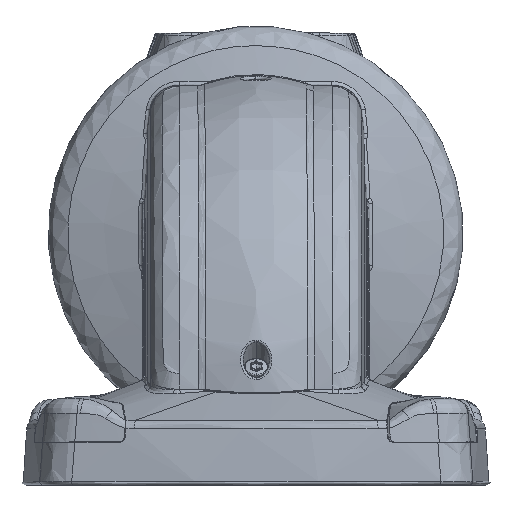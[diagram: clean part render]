
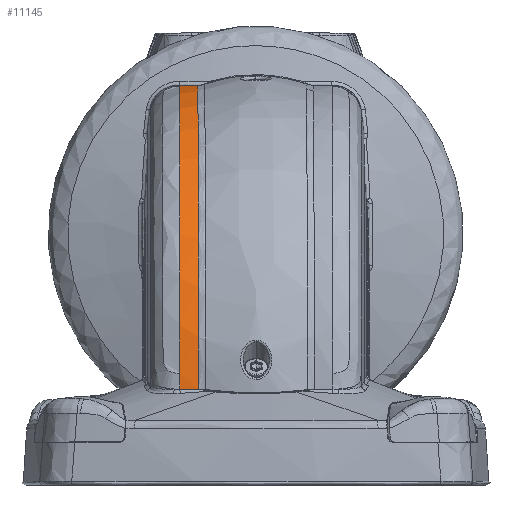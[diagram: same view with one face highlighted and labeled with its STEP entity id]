
A CAD part, front view. The second image highlights one B-rep face of the part: STEP entity #11145.
In plain terms, the highlighted cylindrical face has radius 129.847 mm (diameter 259.693 mm), a partial arc.
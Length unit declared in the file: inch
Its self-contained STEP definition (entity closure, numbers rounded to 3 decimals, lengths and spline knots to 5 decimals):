
#291 = CARTESIAN_POINT ( 'NONE',  ( 0.00083, -0.44656, 2.43417 ) ) ;
#762 = VERTEX_POINT ( 'NONE', #35112 ) ;
#1748 = CARTESIAN_POINT ( 'NONE',  ( -1.25422, -0.33222, -2.67657 ) ) ;
#5885 = CIRCLE ( 'NONE', #38535, 5.11207 ) ;
#6874 = AXIS2_PLACEMENT_3D ( 'NONE', #91462, #103356, #120244 ) ;
#8712 = EDGE_CURVE ( 'NONE', #118149, #762, #108912, .T. ) ;
#11145 = ADVANCED_FACE ( 'NONE', ( #93799 ), #122592, .T. ) ;
#15088 = DIRECTION ( 'NONE',  ( 1., 0.002, 0. ) ) ;
#17696 = DIRECTION ( 'NONE',  ( -1., -0.002, 0. ) ) ;
#17916 = CARTESIAN_POINT ( 'NONE',  ( -1.24579, -5.44284, -2.55532 ) ) ;
#21227 = ORIENTED_EDGE ( 'NONE', *, *, #44524, .T. ) ;
#25023 = CARTESIAN_POINT ( 'NONE',  ( -1.25403, -0.44863, 2.43417 ) ) ;
#25894 = CARTESIAN_POINT ( 'NONE',  ( -1.25422, -0.33222, -2.67657 ) ) ;
#30517 = DIRECTION ( 'NONE',  ( 0.002, -1., 0. ) ) ;
#33141 = ORIENTED_EDGE ( 'NONE', *, *, #51543, .F. ) ;
#34155 = ORIENTED_EDGE ( 'NONE', *, *, #41404, .T. ) ;
#34308 = CARTESIAN_POINT ( 'NONE',  ( -1.25422, -0.33222, -2.67657 ) ) ;
#35112 = CARTESIAN_POINT ( 'NONE',  ( -1.24581, -5.43, -2.29472 ) ) ;
#38535 = AXIS2_PLACEMENT_3D ( 'NONE', #34308, #122570, #94423 ) ;
#41404 = EDGE_CURVE ( 'NONE', #762, #74912, #5885, .T. ) ;
#44516 = CARTESIAN_POINT ( 'NONE',  ( -0.93802, -5.44458, -2.55601 ) ) ;
#44524 = EDGE_CURVE ( 'NONE', #55689, #118149, #75551, .T. ) ;
#51543 = EDGE_CURVE ( 'NONE', #74698, #74912, #110219, .T. ) ;
#52727 = CARTESIAN_POINT ( 'NONE',  ( -1.24579, -5.44284, -2.55532 ) ) ;
#55689 = VERTEX_POINT ( 'NONE', #25023 ) ;
#56265 = CARTESIAN_POINT ( 'NONE',  ( -1.04334, -5.44251, -2.55532 ) ) ;
#61362 = EDGE_LOOP ( 'NONE', ( #21227, #108460, #34155, #33141, #77035, #110865 ) ) ;
#63312 = AXIS2_PLACEMENT_3D ( 'NONE', #66308, #17696, #87373 ) ;
#65386 = EDGE_CURVE ( 'NONE', #74698, #124385, #102079, .T. ) ;
#65900 = CARTESIAN_POINT ( 'NONE',  ( -0.95036, -0.44813, 2.43417 ) ) ;
#66308 = CARTESIAN_POINT ( 'NONE',  ( -0.95055, -0.33172, -2.67657 ) ) ;
#68049 = AXIS2_PLACEMENT_3D ( 'NONE', #1748, #118152, #30517 ) ;
#70044 = CARTESIAN_POINT ( 'NONE',  ( -1.25359, -0.71406, 2.42122 ) ) ;
#73629 = VECTOR ( 'NONE', #87923, 39.37008 ) ;
#73769 = EDGE_CURVE ( 'NONE', #55689, #124385, #86666, .T. ) ;
#74698 = VERTEX_POINT ( 'NONE', #44516 ) ;
#74912 = VERTEX_POINT ( 'NONE', #52727 ) ;
#75551 = CIRCLE ( 'NONE', #79651, 5.11207 ) ;
#77035 = ORIENTED_EDGE ( 'NONE', *, *, #65386, .T. ) ;
#79651 = AXIS2_PLACEMENT_3D ( 'NONE', #25894, #15088, #114152 ) ;
#86666 = LINE ( 'NONE', #291, #73629 ) ;
#86968 = CARTESIAN_POINT ( 'NONE',  ( -1.14456, -5.44267, -2.55532 ) ) ;
#87373 = DIRECTION ( 'NONE',  ( 0.002, -1., 0. ) ) ;
#87923 = DIRECTION ( 'NONE',  ( 1., 0.002, 0. ) ) ;
#91462 = CARTESIAN_POINT ( 'NONE',  ( -0.95055, -0.33172, -2.67657 ) ) ;
#93799 = FACE_OUTER_BOUND ( 'NONE', #61362, .T. ) ;
#94423 = DIRECTION ( 'NONE',  ( 0.002, -1., 0.014 ) ) ;
#102079 = CIRCLE ( 'NONE', #63312, 5.11207 ) ;
#103356 = DIRECTION ( 'NONE',  ( -1., -0.002, 0. ) ) ;
#108460 = ORIENTED_EDGE ( 'NONE', *, *, #8712, .T. ) ;
#108912 = CIRCLE ( 'NONE', #68049, 5.11207 ) ;
#110219 = B_SPLINE_CURVE_WITH_KNOTS ( 'NONE', 3,
 ( #117020, #56265, #86968, #17916 ),
 .UNSPECIFIED., .F., .F.,
 ( 4, 4 ),
 ( 0., 1. ),
 .UNSPECIFIED. ) ;
#110865 = ORIENTED_EDGE ( 'NONE', *, *, #73769, .F. ) ;
#114152 = DIRECTION ( 'NONE',  ( 0.002, -1., 0.014 ) ) ;
#117020 = CARTESIAN_POINT ( 'NONE',  ( -0.94212, -5.44234, -2.55532 ) ) ;
#118149 = VERTEX_POINT ( 'NONE', #70044 ) ;
#118152 = DIRECTION ( 'NONE',  ( 1., 0.002, 0. ) ) ;
#120244 = DIRECTION ( 'NONE',  ( 0.002, -1., 0. ) ) ;
#122570 = DIRECTION ( 'NONE',  ( 1., 0.002, 0. ) ) ;
#122592 = CYLINDRICAL_SURFACE ( 'NONE', #6874, 5.11207 ) ;
#124385 = VERTEX_POINT ( 'NONE', #65900 ) ;
